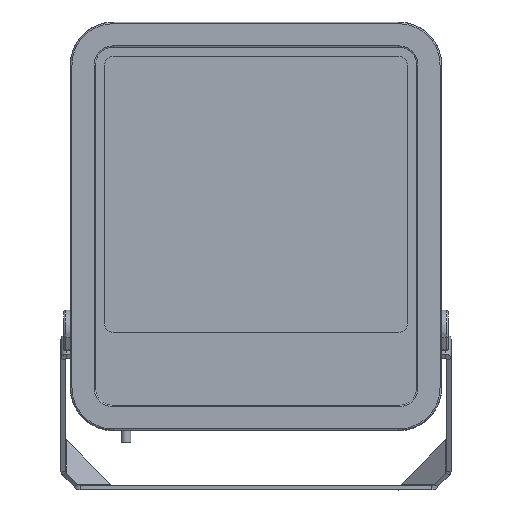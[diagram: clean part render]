
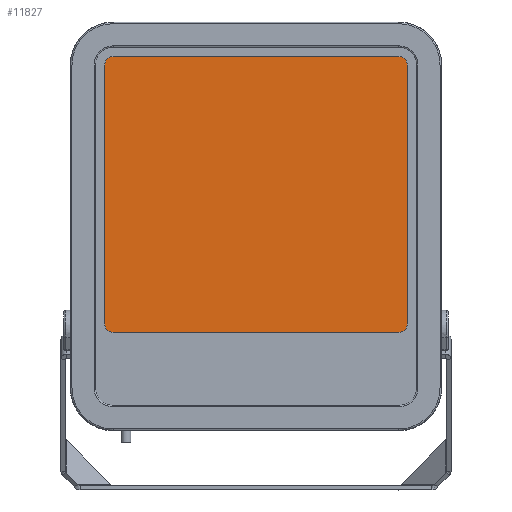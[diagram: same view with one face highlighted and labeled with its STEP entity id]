
A CAD part, top view. The second image highlights one B-rep face of the part: STEP entity #11827.
In plain terms, the highlighted face is planar.
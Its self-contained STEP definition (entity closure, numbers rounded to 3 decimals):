
#479 = CARTESIAN_POINT ( 'NONE',  ( -114., 77.038, -102.863 ) ) ;
#832 = DIRECTION ( 'NONE',  ( -1., 0., 0. ) ) ;
#857 = EDGE_LOOP ( 'NONE', ( #8213, #25178, #12122, #38480, #19825, #31814, #35297, #19436 ) ) ;
#2039 = CARTESIAN_POINT ( 'NONE',  ( -107.5, 125.038, -102.863 ) ) ;
#2871 = LINE ( 'NONE', #27246, #14791 ) ;
#3976 = DIRECTION ( 'NONE',  ( -1., 0., 0. ) ) ;
#5127 = EDGE_CURVE ( 'NONE', #17710, #19274, #28504, .T. ) ;
#5556 = CARTESIAN_POINT ( 'NONE',  ( -114., 320.038, -102.863 ) ) ;
#5891 = EDGE_CURVE ( 'NONE', #24976, #6545, #10953, .T. ) ;
#6545 = VERTEX_POINT ( 'NONE', #20776 ) ;
#6774 = EDGE_CURVE ( 'NONE', #6545, #35451, #29773, .T. ) ;
#6785 = CARTESIAN_POINT ( 'NONE',  ( 107.5, 125.038, -102.863 ) ) ;
#7507 = FACE_OUTER_BOUND ( 'NONE', #857, .T. ) ;
#8213 = ORIENTED_EDGE ( 'NONE', *, *, #33049, .T. ) ;
#8634 = EDGE_CURVE ( 'NONE', #19274, #16659, #15343, .T. ) ;
#9359 = CARTESIAN_POINT ( 'NONE',  ( 107.5, 326.538, -102.863 ) ) ;
#9712 = DIRECTION ( 'NONE',  ( -1., 0., 0. ) ) ;
#9877 = VECTOR ( 'NONE', #31811, 1000. ) ;
#10510 = VERTEX_POINT ( 'NONE', #9359 ) ;
#10953 = LINE ( 'NONE', #19947, #9877 ) ;
#11827 = ADVANCED_FACE ( 'NONE', ( #7507 ), #31287, .T. ) ;
#11852 = CARTESIAN_POINT ( 'NONE',  ( 107.5, 118.538, -102.863 ) ) ;
#12122 = ORIENTED_EDGE ( 'NONE', *, *, #8634, .T. ) ;
#12446 = CARTESIAN_POINT ( 'NONE',  ( -107.5, 118.538, -102.863 ) ) ;
#12493 = AXIS2_PLACEMENT_3D ( 'NONE', #22138, #13345, #3976 ) ;
#13345 = DIRECTION ( 'NONE',  ( 0., 0., -1. ) ) ;
#13663 = CARTESIAN_POINT ( 'NONE',  ( -107.5, 320.038, -102.863 ) ) ;
#13967 = DIRECTION ( 'NONE',  ( 0., 0., -1. ) ) ;
#14791 = VECTOR ( 'NONE', #29802, 1000. ) ;
#15343 = LINE ( 'NONE', #479, #36686 ) ;
#16659 = VERTEX_POINT ( 'NONE', #5556 ) ;
#17710 = VERTEX_POINT ( 'NONE', #12446 ) ;
#19203 = CARTESIAN_POINT ( 'NONE',  ( 107.5, 326.538, -102.863 ) ) ;
#19274 = VERTEX_POINT ( 'NONE', #23394 ) ;
#19436 = ORIENTED_EDGE ( 'NONE', *, *, #6774, .T. ) ;
#19825 = ORIENTED_EDGE ( 'NONE', *, *, #34490, .T. ) ;
#19947 = CARTESIAN_POINT ( 'NONE',  ( 114., 77.038, -102.863 ) ) ;
#20776 = CARTESIAN_POINT ( 'NONE',  ( 114., 125.038, -102.863 ) ) ;
#21792 = CARTESIAN_POINT ( 'NONE',  ( 114., 320.038, -102.863 ) ) ;
#22138 = CARTESIAN_POINT ( 'NONE',  ( 107.5, 77.038, -102.863 ) ) ;
#22516 = EDGE_CURVE ( 'NONE', #16659, #38132, #35148, .T. ) ;
#23285 = AXIS2_PLACEMENT_3D ( 'NONE', #13663, #33947, #25544 ) ;
#23394 = CARTESIAN_POINT ( 'NONE',  ( -114., 125.038, -102.863 ) ) ;
#24524 = DIRECTION ( 'NONE',  ( 0., 0., -1. ) ) ;
#24976 = VERTEX_POINT ( 'NONE', #21792 ) ;
#25160 = VECTOR ( 'NONE', #31073, 1000. ) ;
#25178 = ORIENTED_EDGE ( 'NONE', *, *, #5127, .T. ) ;
#25544 = DIRECTION ( 'NONE',  ( -1., 0., 0. ) ) ;
#27246 = CARTESIAN_POINT ( 'NONE',  ( 107.5, 118.538, -102.863 ) ) ;
#27570 = CARTESIAN_POINT ( 'NONE',  ( 107.5, 320.038, -102.863 ) ) ;
#28311 = EDGE_CURVE ( 'NONE', #10510, #24976, #31607, .T. ) ;
#28504 = CIRCLE ( 'NONE', #34746, 6.5 ) ;
#29773 = CIRCLE ( 'NONE', #36017, 6.5 ) ;
#29802 = DIRECTION ( 'NONE',  ( -1., 0., 0. ) ) ;
#30005 = CARTESIAN_POINT ( 'NONE',  ( -107.5, 326.538, -102.863 ) ) ;
#30144 = DIRECTION ( 'NONE',  ( 0., 0., -1. ) ) ;
#30520 = DIRECTION ( 'NONE',  ( 0., 1., 0. ) ) ;
#31073 = DIRECTION ( 'NONE',  ( 1., 0., 0. ) ) ;
#31287 = PLANE ( 'NONE',  #12493 ) ;
#31607 = CIRCLE ( 'NONE', #32221, 6.5 ) ;
#31811 = DIRECTION ( 'NONE',  ( 0., -1., 0. ) ) ;
#31814 = ORIENTED_EDGE ( 'NONE', *, *, #28311, .T. ) ;
#31891 = DIRECTION ( 'NONE',  ( -1., 0., 0. ) ) ;
#32221 = AXIS2_PLACEMENT_3D ( 'NONE', #27570, #30144, #832 ) ;
#33049 = EDGE_CURVE ( 'NONE', #35451, #17710, #2871, .T. ) ;
#33643 = LINE ( 'NONE', #19203, #25160 ) ;
#33947 = DIRECTION ( 'NONE',  ( 0., 0., -1. ) ) ;
#34490 = EDGE_CURVE ( 'NONE', #38132, #10510, #33643, .T. ) ;
#34746 = AXIS2_PLACEMENT_3D ( 'NONE', #2039, #13967, #31891 ) ;
#35148 = CIRCLE ( 'NONE', #23285, 6.5 ) ;
#35297 = ORIENTED_EDGE ( 'NONE', *, *, #5891, .T. ) ;
#35451 = VERTEX_POINT ( 'NONE', #11852 ) ;
#36017 = AXIS2_PLACEMENT_3D ( 'NONE', #6785, #24524, #9712 ) ;
#36686 = VECTOR ( 'NONE', #30520, 1000. ) ;
#38132 = VERTEX_POINT ( 'NONE', #30005 ) ;
#38480 = ORIENTED_EDGE ( 'NONE', *, *, #22516, .T. ) ;
